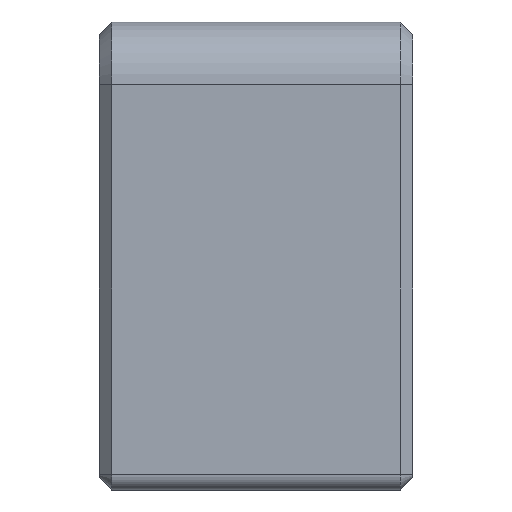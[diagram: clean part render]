
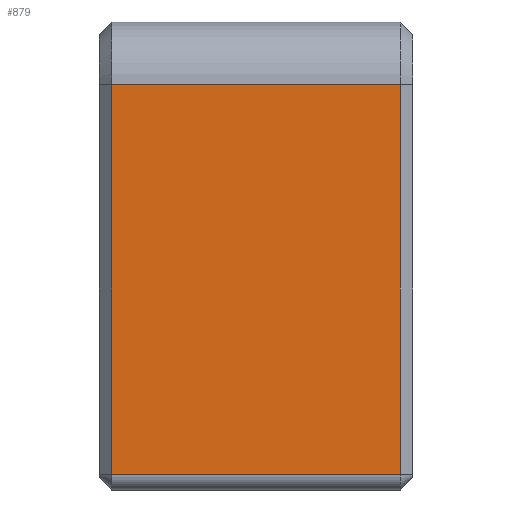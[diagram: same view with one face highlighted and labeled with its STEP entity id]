
A CAD part, front view. The second image highlights one B-rep face of the part: STEP entity #879.
In plain terms, the highlighted planar face has unit normal (0, -1, 0).
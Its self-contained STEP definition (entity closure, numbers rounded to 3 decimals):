
#75=FACE_OUTER_BOUND('',#131,.T.);
#131=EDGE_LOOP('',(#643,#644,#645,#646));
#198=LINE('',#1353,#300);
#211=LINE('',#1386,#313);
#212=LINE('',#1388,#314);
#213=LINE('',#1389,#315);
#300=VECTOR('',#1082,10.);
#313=VECTOR('',#1117,10.);
#314=VECTOR('',#1118,10.);
#315=VECTOR('',#1119,10.);
#397=VERTEX_POINT('',#1343);
#399=VERTEX_POINT('',#1349);
#409=VERTEX_POINT('',#1385);
#410=VERTEX_POINT('',#1387);
#482=EDGE_CURVE('',#397,#399,#198,.T.);
#499=EDGE_CURVE('',#409,#397,#211,.T.);
#500=EDGE_CURVE('',#410,#409,#212,.T.);
#501=EDGE_CURVE('',#399,#410,#213,.T.);
#643=ORIENTED_EDGE('',*,*,#482,.F.);
#644=ORIENTED_EDGE('',*,*,#499,.F.);
#645=ORIENTED_EDGE('',*,*,#500,.F.);
#646=ORIENTED_EDGE('',*,*,#501,.F.);
#835=PLANE('',#961);
#879=ADVANCED_FACE('',(#75),#835,.T.);
#961=AXIS2_PLACEMENT_3D('',#1384,#1115,#1116);
#1082=DIRECTION('',(0.,0.,-1.));
#1115=DIRECTION('center_axis',(0.,-1.,0.));
#1116=DIRECTION('ref_axis',(0.,0.,-1.));
#1117=DIRECTION('',(1.,0.,0.));
#1118=DIRECTION('',(0.,0.,1.));
#1119=DIRECTION('',(-1.,0.,0.));
#1343=CARTESIAN_POINT('',(9.6,-9.017,14.813));
#1349=CARTESIAN_POINT('',(9.6,-9.017,2.366));
#1353=CARTESIAN_POINT('',(9.6,-9.017,13.076));
#1384=CARTESIAN_POINT('Origin',(0.,-9.017,16.813));
#1385=CARTESIAN_POINT('',(0.4,-9.017,14.813));
#1386=CARTESIAN_POINT('',(0.,-9.017,14.813));
#1387=CARTESIAN_POINT('',(0.4,-9.017,2.366));
#1388=CARTESIAN_POINT('',(0.4,-9.017,13.076));
#1389=CARTESIAN_POINT('',(0.,-9.017,2.366));
